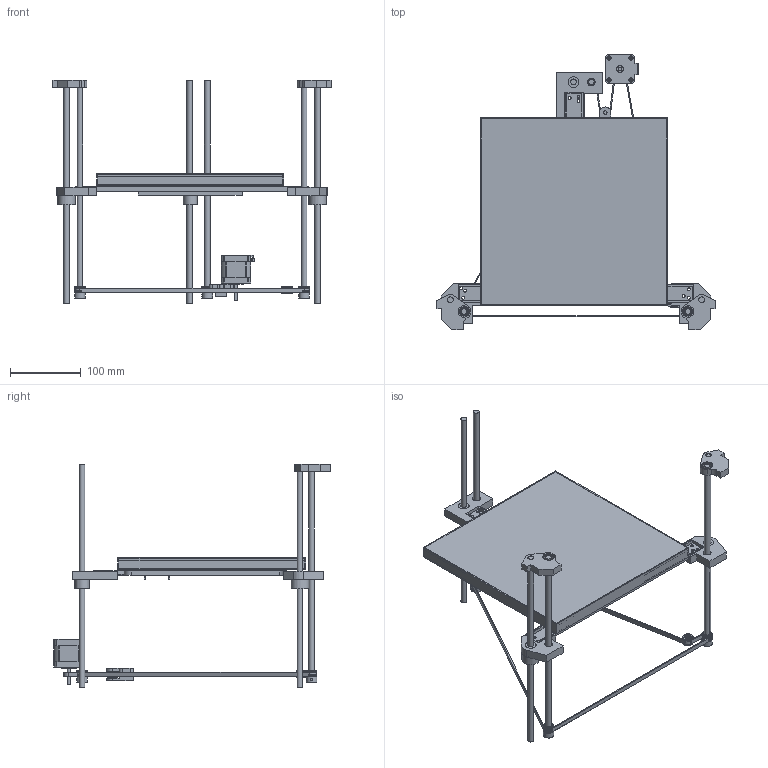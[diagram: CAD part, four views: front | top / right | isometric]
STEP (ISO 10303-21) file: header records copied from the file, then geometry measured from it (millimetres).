
FILE_DESCRIPTION(/* description */ (''),/* implementation_level */ '2;1');
FILE_NAME(/* name */ 'CC_z_azis v4.step',/* time_stamp */ '2025-10-28T12:01:31-04:00',/* author */ (''),/* organization */ (''),/* preprocessor_version */ 'ST-DEVELOPER v20.1',/* originating_system */ 'Autodesk Translation Framework v14.17.0.0',/* authorisation */ '');
FILE_SCHEMA (('AUTOMOTIVE_DESIGN { 1 0 10303 214 3 1 1 }'));
Length unit declared in the file: millimetre
Products named in the file (33): CC_z_azis; rods and leadscrews; Component10; Component11; Component12; Component13; Component14; Component15; z_bearingblock; z_bearingblock(Mirror); Belts; Bed_assm; Bed; zplate; blocks; Component2; Component5; Component6; Component3; Component7; Component8; Component4; Component9; Component10_1; GT2 20T 6mm v2 (1):1; GT2 20T 6mm v2 (1):1_1; NEMA17 42-40; GT2 20T 6mm v2 (1):1_2; GT2 20T 6mm(Mirror):1; z tensioner; Component1; Component2_1; Gates_2GT_20T_Smooth_Idler
Assembly tree (35 placements, depth 5):
  CC_z_azis
    rods and leadscrews
      Component10
      Component11
      Component12
      Component13
      Component14
      Component15
    z_bearingblock
    z_bearingblock(Mirror)
    Belts
    Bed_assm
      Bed
      zplate
      blocks
        Component2
          Component5
          Component6
        Component3
          Component7
          Component8
        Component4
          Component9
          Component10_1
    GT2 20T 6mm v2 (1):1
      GT2 20T 6mm(Mirror):1
    GT2 20T 6mm v2 (1):1_1
      GT2 20T 6mm(Mirror):1
    Gates_2GT_20T_Smooth_Idler
    NEMA17 42-40
    GT2 20T 6mm v2 (1):1_2
      GT2 20T 6mm(Mirror):1
    z tensioner
      Component1
      Component2_1
      Gates_2GT_20T_Smooth_Idler
Bounding box: 392 x 389 x 315.5 mm (x, y, z)
Volume: 850546.6 mm3; surface area: 700487.6 mm2
Topology: 67 solids, 67 shells, 1171 faces, 2962 edges, 1930 vertices
Faces by surface type: plane 503, cylinder 502, cone 69, torus 53, sphere 32, bspline 12
Full cylindrical faces by diameter (mm): 2.459 x4, 3 x26, 4 x18, 4.826 x4, 5 x19, 5.5 x1, 5.842 x4, 6 x16, 7 x2, 7.7 x8, 8 x11, 8.385 x4, 8.4 x12, 9 x8, 9.144 x2, 10 x2, 11 x3, 12 x2, 13 x2, 15 x16, 16 x2, 20 x1, 22 x1, 25 x2
Entity records: 28475 total; most frequent: CARTESIAN_POINT 5990, DIRECTION 4637, ORIENTED_EDGE 4228, EDGE_CURVE 2114, AXIS2_PLACEMENT_3D 1681, VERTEX_POINT 1400, LINE 1275, VECTOR 1275
